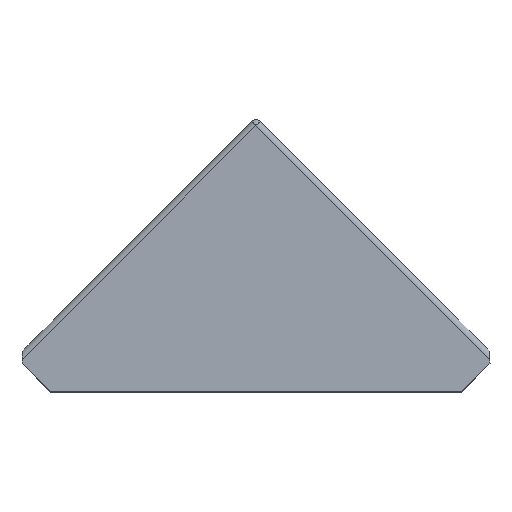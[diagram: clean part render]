
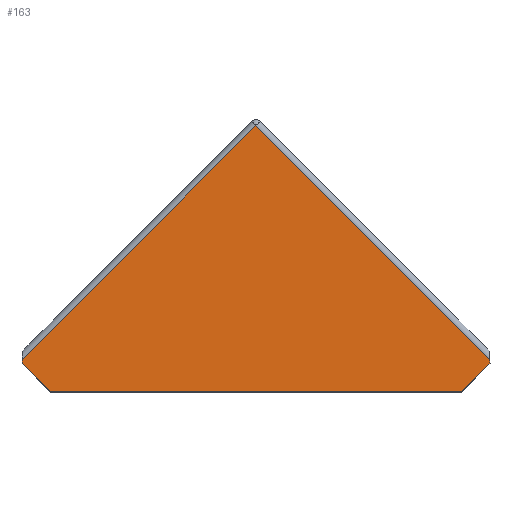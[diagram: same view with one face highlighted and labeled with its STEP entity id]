
A CAD part, top view. The second image highlights one B-rep face of the part: STEP entity #163.
In plain terms, the highlighted planar face has unit normal (0, 0.009, 1).
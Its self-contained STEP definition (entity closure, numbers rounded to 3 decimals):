
#122 = AXIS2_PLACEMENT_3D ( 'NONE', #2900, #2746, #2755 ) ;
#135 = CARTESIAN_POINT ( 'NONE',  ( -16.971, 0., 14. ) ) ;
#163 = ADVANCED_FACE ( 'NONE', ( #1362 ), #2784, .T. ) ;
#366 = VERTEX_POINT ( 'NONE', #2399 ) ;
#479 = EDGE_CURVE ( 'NONE', #3427, #2165, #1107, .T. ) ;
#543 = DIRECTION ( 'NONE',  ( -0.707, 0.707, -0.006 ) ) ;
#742 = DIRECTION ( 'NONE',  ( 0.707, -0.707, 0.006 ) ) ;
#760 = EDGE_CURVE ( 'NONE', #2302, #366, #2144, .T. ) ;
#824 = VECTOR ( 'NONE', #2119, 1000. ) ;
#853 = EDGE_CURVE ( 'NONE', #1897, #3645, #3313, .T. ) ;
#872 = CARTESIAN_POINT ( 'NONE',  ( -19.299, 2.626, 13.977 ) ) ;
#1019 = EDGE_LOOP ( 'NONE', ( #3353, #1153, #2694, #2830, #1722, #3965, #3739 ) ) ;
#1107 = LINE ( 'NONE', #1519, #3399 ) ;
#1114 = EDGE_CURVE ( 'NONE', #2165, #2302, #1496, .T. ) ;
#1153 = ORIENTED_EDGE ( 'NONE', *, *, #479, .T. ) ;
#1345 = LINE ( 'NONE', #3686, #2083 ) ;
#1362 = FACE_OUTER_BOUND ( 'NONE', #1019, .T. ) ;
#1496 = LINE ( 'NONE', #1681, #2241 ) ;
#1519 = CARTESIAN_POINT ( 'NONE',  ( -0.351, 22.276, 13.806 ) ) ;
#1581 = DIRECTION ( 'NONE',  ( 0., -1., 0.009 ) ) ;
#1681 = CARTESIAN_POINT ( 'NONE',  ( -18.948, 2.977, 13.974 ) ) ;
#1685 = DIRECTION ( 'NONE',  ( -0.707, -0.707, 0.006 ) ) ;
#1722 = ORIENTED_EDGE ( 'NONE', *, *, #2442, .T. ) ;
#1865 = CARTESIAN_POINT ( 'NONE',  ( 16.971, 0., 14. ) ) ;
#1869 = CARTESIAN_POINT ( 'NONE',  ( 0., 21.925, 13.809 ) ) ;
#1897 = VERTEX_POINT ( 'NONE', #3669 ) ;
#1909 = CARTESIAN_POINT ( 'NONE',  ( -19.299, 3.328, 13.971 ) ) ;
#2026 = CARTESIAN_POINT ( 'NONE',  ( 19.299, 2.626, 13.977 ) ) ;
#2076 = LINE ( 'NONE', #135, #2828 ) ;
#2083 = VECTOR ( 'NONE', #3967, 1000. ) ;
#2104 = CARTESIAN_POINT ( 'NONE',  ( -16.971, 0., 14. ) ) ;
#2119 = DIRECTION ( 'NONE',  ( 1., 0., 0. ) ) ;
#2144 = LINE ( 'NONE', #1909, #3689 ) ;
#2165 = VERTEX_POINT ( 'NONE', #1869 ) ;
#2241 = VECTOR ( 'NONE', #1685, 1000. ) ;
#2302 = VERTEX_POINT ( 'NONE', #872 ) ;
#2365 = VERTEX_POINT ( 'NONE', #3210 ) ;
#2399 = CARTESIAN_POINT ( 'NONE',  ( -19.299, 2.328, 13.98 ) ) ;
#2442 = EDGE_CURVE ( 'NONE', #366, #1897, #2076, .T. ) ;
#2481 = CARTESIAN_POINT ( 'NONE',  ( 19.299, 3.328, 13.971 ) ) ;
#2694 = ORIENTED_EDGE ( 'NONE', *, *, #1114, .T. ) ;
#2746 = DIRECTION ( 'NONE',  ( 0., 0.009, 1. ) ) ;
#2755 = DIRECTION ( 'NONE',  ( 0., -1., 0.009 ) ) ;
#2784 = PLANE ( 'NONE',  #122 ) ;
#2828 = VECTOR ( 'NONE', #742, 1000. ) ;
#2830 = ORIENTED_EDGE ( 'NONE', *, *, #760, .T. ) ;
#2833 = VECTOR ( 'NONE', #3703, 1000. ) ;
#2900 = CARTESIAN_POINT ( 'NONE',  ( -16.971, 0., 14. ) ) ;
#3210 = CARTESIAN_POINT ( 'NONE',  ( 19.299, 2.328, 13.98 ) ) ;
#3313 = LINE ( 'NONE', #2104, #824 ) ;
#3353 = ORIENTED_EDGE ( 'NONE', *, *, #3795, .T. ) ;
#3399 = VECTOR ( 'NONE', #543, 1000. ) ;
#3427 = VERTEX_POINT ( 'NONE', #2026 ) ;
#3623 = LINE ( 'NONE', #2481, #2833 ) ;
#3645 = VERTEX_POINT ( 'NONE', #1865 ) ;
#3669 = CARTESIAN_POINT ( 'NONE',  ( -16.971, 0., 14. ) ) ;
#3686 = CARTESIAN_POINT ( 'NONE',  ( 16.971, 0., 14. ) ) ;
#3689 = VECTOR ( 'NONE', #1581, 1000. ) ;
#3703 = DIRECTION ( 'NONE',  ( 0., 1., -0.009 ) ) ;
#3739 = ORIENTED_EDGE ( 'NONE', *, *, #3772, .T. ) ;
#3772 = EDGE_CURVE ( 'NONE', #3645, #2365, #1345, .T. ) ;
#3795 = EDGE_CURVE ( 'NONE', #2365, #3427, #3623, .T. ) ;
#3965 = ORIENTED_EDGE ( 'NONE', *, *, #853, .T. ) ;
#3967 = DIRECTION ( 'NONE',  ( 0.707, 0.707, -0.006 ) ) ;
